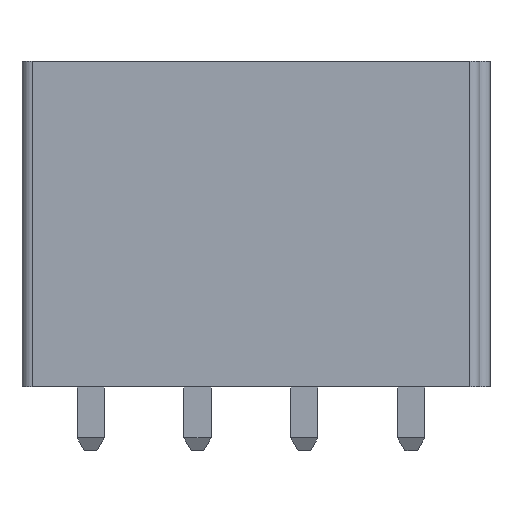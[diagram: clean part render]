
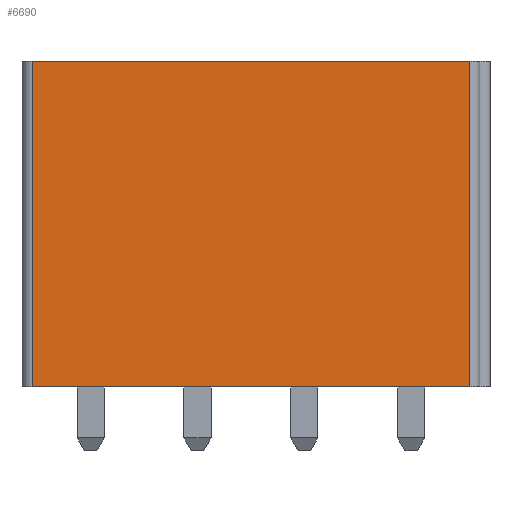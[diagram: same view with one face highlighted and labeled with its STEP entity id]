
A CAD part, front view. The second image highlights one B-rep face of the part: STEP entity #6690.
In plain terms, the highlighted planar face has unit normal (0, -1, 0).
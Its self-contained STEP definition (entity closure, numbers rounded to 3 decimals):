
#39 = PLANE ( 'NONE',  #6011 ) ;
#98 = EDGE_CURVE ( 'NONE', #4499, #946, #3160, .T. ) ;
#113 = ORIENTED_EDGE ( 'NONE', *, *, #98, .T. ) ;
#588 = VECTOR ( 'NONE', #4171, 1000. ) ;
#657 = FACE_OUTER_BOUND ( 'NONE', #1699, .T. ) ;
#746 = EDGE_CURVE ( 'NONE', #4499, #1801, #989, .T. ) ;
#946 = VERTEX_POINT ( 'NONE', #3302 ) ;
#976 = CARTESIAN_POINT ( 'NONE',  ( 8.6, 0.4, -12.8 ) ) ;
#989 = LINE ( 'NONE', #3701, #3567 ) ;
#1109 = CARTESIAN_POINT ( 'NONE',  ( 9., 0.4, 0. ) ) ;
#1139 = CARTESIAN_POINT ( 'NONE',  ( 8.6, 0.4, 0. ) ) ;
#1491 = VERTEX_POINT ( 'NONE', #1964 ) ;
#1699 = EDGE_LOOP ( 'NONE', ( #4083, #6129, #113, #5535 ) ) ;
#1801 = VERTEX_POINT ( 'NONE', #2685 ) ;
#1964 = CARTESIAN_POINT ( 'NONE',  ( -8.6, 0.4, 0. ) ) ;
#2133 = VECTOR ( 'NONE', #6462, 1000. ) ;
#2141 = VECTOR ( 'NONE', #5896, 1000. ) ;
#2305 = CARTESIAN_POINT ( 'NONE',  ( -8.6, 0.4, -12.8 ) ) ;
#2685 = CARTESIAN_POINT ( 'NONE',  ( -8.6, 0.4, -12.8 ) ) ;
#2707 = DIRECTION ( 'NONE',  ( 0., -1., 0. ) ) ;
#3160 = LINE ( 'NONE', #976, #588 ) ;
#3182 = LINE ( 'NONE', #1139, #2141 ) ;
#3302 = CARTESIAN_POINT ( 'NONE',  ( 8.6, 0.4, 0. ) ) ;
#3567 = VECTOR ( 'NONE', #5785, 1000. ) ;
#3580 = CARTESIAN_POINT ( 'NONE',  ( 8.6, 0.4, -12.8 ) ) ;
#3701 = CARTESIAN_POINT ( 'NONE',  ( 8.6, 0.4, -12.8 ) ) ;
#4083 = ORIENTED_EDGE ( 'NONE', *, *, #6105, .F. ) ;
#4171 = DIRECTION ( 'NONE',  ( 0., 0., 1. ) ) ;
#4499 = VERTEX_POINT ( 'NONE', #3580 ) ;
#4933 = LINE ( 'NONE', #2305, #2133 ) ;
#5535 = ORIENTED_EDGE ( 'NONE', *, *, #6685, .T. ) ;
#5785 = DIRECTION ( 'NONE',  ( -1., 0., 0. ) ) ;
#5896 = DIRECTION ( 'NONE',  ( -1., 0., 0. ) ) ;
#5932 = DIRECTION ( 'NONE',  ( 0., 0., -1. ) ) ;
#6011 = AXIS2_PLACEMENT_3D ( 'NONE', #1109, #2707, #5932 ) ;
#6105 = EDGE_CURVE ( 'NONE', #1801, #1491, #4933, .T. ) ;
#6129 = ORIENTED_EDGE ( 'NONE', *, *, #746, .F. ) ;
#6462 = DIRECTION ( 'NONE',  ( 0., 0., 1. ) ) ;
#6685 = EDGE_CURVE ( 'NONE', #946, #1491, #3182, .T. ) ;
#6690 = ADVANCED_FACE ( 'NONE', ( #657 ), #39, .T. ) ;
